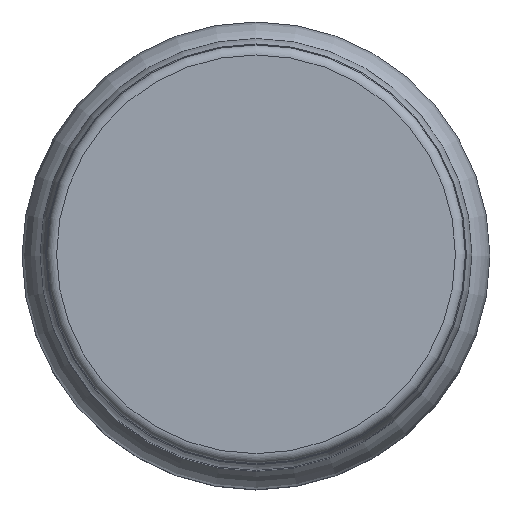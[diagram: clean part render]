
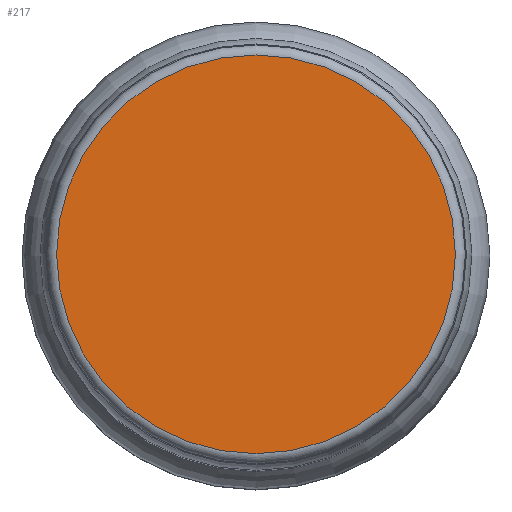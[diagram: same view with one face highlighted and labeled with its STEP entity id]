
A CAD part, top view. The second image highlights one B-rep face of the part: STEP entity #217.
In plain terms, the highlighted planar face has unit normal (0, 0, 1).
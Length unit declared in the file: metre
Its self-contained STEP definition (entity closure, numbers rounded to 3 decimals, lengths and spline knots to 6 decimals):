
#42=PLANE('',#258);
#53=ORIENTED_EDGE('',*,*,#103,.T.);
#103=EDGE_CURVE('',#128,#128,#147,.T.);
#128=VERTEX_POINT('',#368);
#147=CIRCLE('',#259,0.019176);
#162=EDGE_LOOP('',(#53));
#188=FACE_BOUND('',#162,.T.);
#217=ADVANCED_FACE('',(#188),#42,.T.);
#258=AXIS2_PLACEMENT_3D('',#366,#298,#299);
#259=AXIS2_PLACEMENT_3D('',#367,#300,#301);
#298=DIRECTION('',(0.,0.,1.));
#299=DIRECTION('',(1.,0.,0.));
#300=DIRECTION('',(0.,0.,1.));
#301=DIRECTION('',(1.,0.,0.));
#366=CARTESIAN_POINT('',(0.,0.,0.097));
#367=CARTESIAN_POINT('',(0.,0.,0.097));
#368=CARTESIAN_POINT('',(0.019176,0.,0.097));
